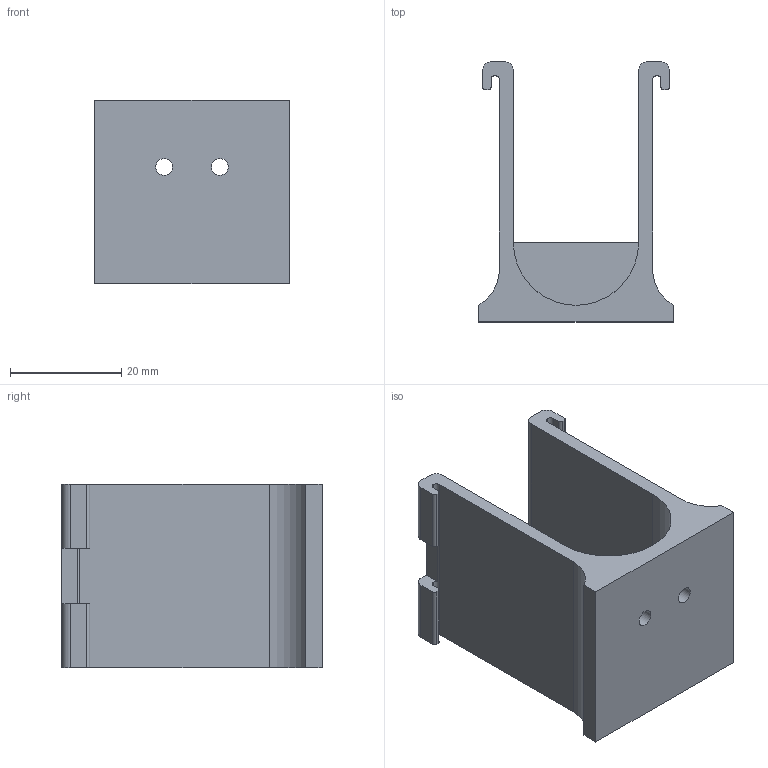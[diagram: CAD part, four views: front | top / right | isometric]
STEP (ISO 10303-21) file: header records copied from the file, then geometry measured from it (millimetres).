
FILE_DESCRIPTION(/* description */ (''),/* implementation_level */ '2;1');
FILE_NAME(/* name */ 'Support Batterie 5V v2.stp',/* time_stamp */ '2020-12-11T16:29:39+01:00',/* author */ (''),/* organization */ (''),/* preprocessor_version */ 'ST-DEVELOPER v18.1',/* originating_system */ 'Autodesk Translation Framework v9.7.1.1290',/* authorisation */ '');
FILE_SCHEMA (('AUTOMOTIVE_DESIGN { 1 0 10303 214 3 1 1 }'));
Length unit declared in the file: millimetre
Products named in the file (1): Support Batterie 5V
Bounding box: 35 x 46.75 x 33 mm (x, y, z)
Volume: 13890.8 mm3; surface area: 9492.6 mm2
Topology: 1 solids, 1 shells, 64 faces, 178 edges, 118 vertices
Faces by surface type: plane 37, cylinder 27
Full cylindrical faces by diameter (mm): 3 x2, 6 x2
Entity records: 2172 total; most frequent: CARTESIAN_POINT 427, DIRECTION 362, ORIENTED_EDGE 356, EDGE_CURVE 178, AXIS2_PLACEMENT_3D 121, LINE 120, VECTOR 120, VERTEX_POINT 118
